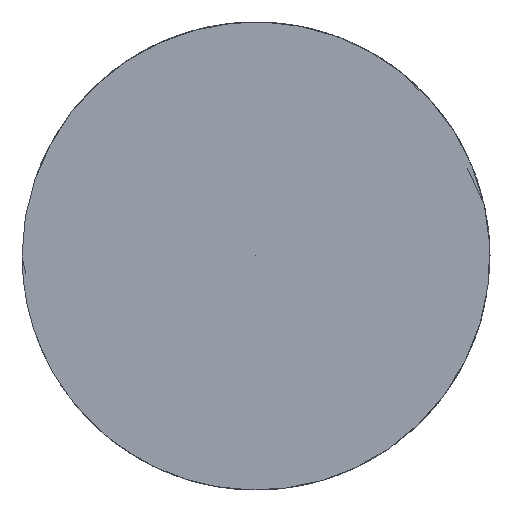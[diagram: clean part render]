
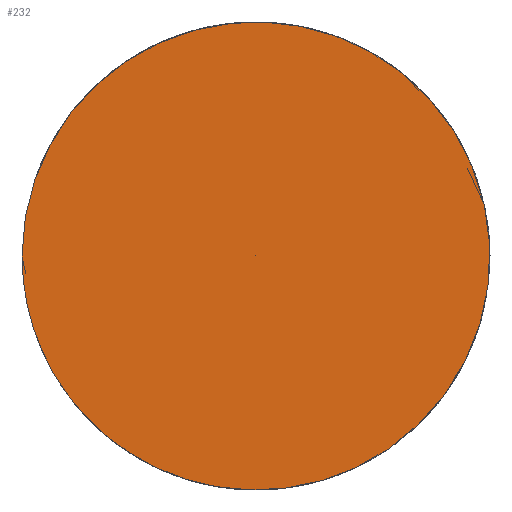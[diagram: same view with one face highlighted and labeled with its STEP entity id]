
A CAD part, left-side view. The second image highlights one B-rep face of the part: STEP entity #232.
In plain terms, the highlighted free-form (B-spline) face has degree [5, 3] with [6, 4] control points.
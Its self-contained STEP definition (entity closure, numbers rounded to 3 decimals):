
#146 = CARTESIAN_POINT ('', (-75., 3., 0.));
#147 = VERTEX_POINT ('', #146);
#157 = CARTESIAN_POINT ('', (-75., 3., 0.));
#158 = CARTESIAN_POINT ('', (-75., 3., 12.));
#159 = CARTESIAN_POINT ('', (-75., -9., 6.));
#160 = CARTESIAN_POINT ('', (-75., -9., -6.));
#161 = CARTESIAN_POINT ('', (-75., 3., -12.));
#162 = CARTESIAN_POINT ('', (-75., 3., 0.));
#163 = (
   BOUNDED_CURVE ()
   B_SPLINE_CURVE (5, (#157, #158, #159, #160, #161, #162), .UNSPECIFIED., .T., .U.)
   B_SPLINE_CURVE_WITH_KNOTS ((6, 6), (0., 1.), .UNSPECIFIED.)
   CURVE ()
   GEOMETRIC_REPRESENTATION_ITEM ()
   RATIONAL_B_SPLINE_CURVE ((5., 1., 1., 1., 1., 5.))
   REPRESENTATION_ITEM ('')
);
#164 = EDGE_CURVE ('', #147, #147, #163, .T.);
#194 = CARTESIAN_POINT ('', (-75., 0., 0.));
#195 = VERTEX_POINT ('', #194);
#196 = CARTESIAN_POINT ('', (-75., 3., 0.));
#197 = CARTESIAN_POINT ('', (-75., 2., 0.));
#198 = CARTESIAN_POINT ('', (-75., 1., 0.));
#199 = CARTESIAN_POINT ('', (-75., 0., 0.));
#200 = B_SPLINE_CURVE_WITH_KNOTS ('', 3, (#196, #197, #198, #199), .UNSPECIFIED., .F., .U., (4, 4), (0., 1.), .UNSPECIFIED.);
#201 = EDGE_CURVE ('', #147, #195, #200, .T.);
#202 = ORIENTED_EDGE ('', *, *, #201, .F.);
#203 = ORIENTED_EDGE ('', *, *, #164, .T.);
#204 = ORIENTED_EDGE ('', *, *, #201, .T.);
#205 = EDGE_LOOP ('', (#202, #203, #204));
#206 = FACE_OUTER_BOUND ('', #205, .F.);
#207 = CARTESIAN_POINT ('', (-75., 3., 0.));
#208 = CARTESIAN_POINT ('', (-75., 2., 0.));
#209 = CARTESIAN_POINT ('', (-75., 1., 0.));
#210 = CARTESIAN_POINT ('', (-75., 0., 0.));
#211 = CARTESIAN_POINT ('', (-75., 3., 12.));
#212 = CARTESIAN_POINT ('', (-75., 2., 8.));
#213 = CARTESIAN_POINT ('', (-75., 1., 4.));
#214 = CARTESIAN_POINT ('', (-75., 0., 0.));
#215 = CARTESIAN_POINT ('', (-75., -9., 6.));
#216 = CARTESIAN_POINT ('', (-75., -6., 4.));
#217 = CARTESIAN_POINT ('', (-75., -3., 2.));
#218 = CARTESIAN_POINT ('', (-75., 0., 0.));
#219 = CARTESIAN_POINT ('', (-75., -9., -6.));
#220 = CARTESIAN_POINT ('', (-75., -6., -4.));
#221 = CARTESIAN_POINT ('', (-75., -3., -2.));
#222 = CARTESIAN_POINT ('', (-75., 0., 0.));
#223 = CARTESIAN_POINT ('', (-75., 3., -12.));
#224 = CARTESIAN_POINT ('', (-75., 2., -8.));
#225 = CARTESIAN_POINT ('', (-75., 1., -4.));
#226 = CARTESIAN_POINT ('', (-75., 0., 0.));
#227 = CARTESIAN_POINT ('', (-75., 3., 0.));
#228 = CARTESIAN_POINT ('', (-75., 2., 0.));
#229 = CARTESIAN_POINT ('', (-75., 1., 0.));
#230 = CARTESIAN_POINT ('', (-75., 0., 0.));
#231 = (
   BOUNDED_SURFACE ()
   B_SPLINE_SURFACE (5, 3, ((#207, #208, #209, #210), (#211, #212, #213, #214), (#215, #216, #217, #218), (#219, #220, #221, #222), (#223, #224, #225, #226), (#227, #228, #229, #230)), .UNSPECIFIED., .T., .F., .U.)
   B_SPLINE_SURFACE_WITH_KNOTS ((6, 6), (4, 4), (0., 1.), (0., 1.), .UNSPECIFIED.)
   SURFACE ()
   GEOMETRIC_REPRESENTATION_ITEM ()
   RATIONAL_B_SPLINE_SURFACE (((5., 5., 5., 5.), (1., 1., 1., 1.), (1., 1., 1., 1.), (1., 1., 1., 1.), (1., 1., 1., 1.), (5., 5., 5., 5.)))
   REPRESENTATION_ITEM ('')
);
#232 = ADVANCED_FACE ('', (#206), #231, .F.);
